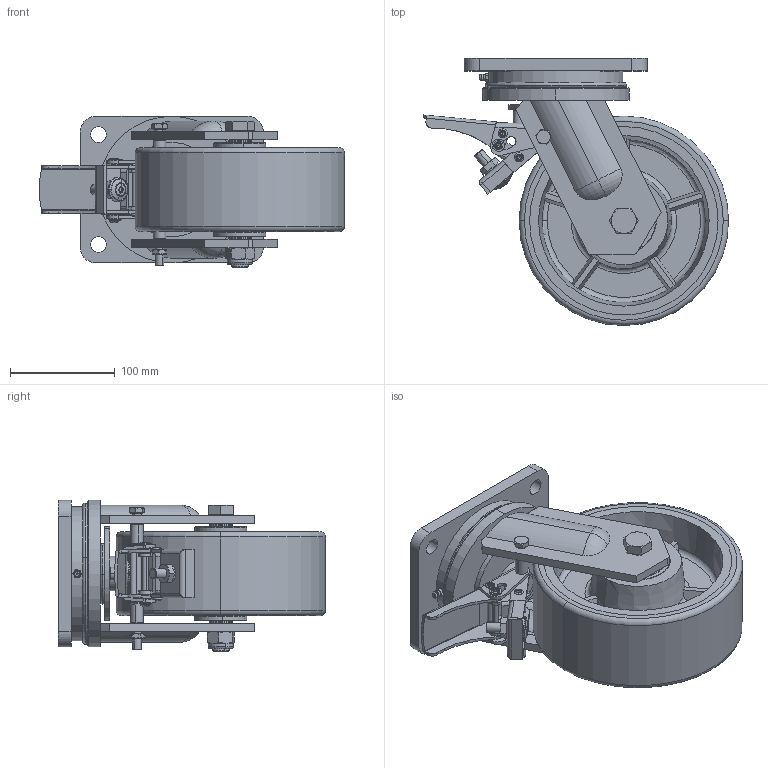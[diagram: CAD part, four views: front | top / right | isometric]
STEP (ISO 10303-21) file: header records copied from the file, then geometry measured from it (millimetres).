
FILE_DESCRIPTION (( 'STEP AP214' ), '1' );
FILE_NAME ('0015925.step', '2022-02-07T11:15:54', ( '' ), ( '' ), 'SwSTEP 2.0', 'SolidWorks 2020', '' );
FILE_SCHEMA (( 'AUTOMOTIVE_DESIGN' ));
Length unit declared in the file: millimetre
Products named in the file (1): 0015925
Bounding box: 291.37 x 255 x 144.5 mm (x, y, z)
Volume: 2465344.7 mm3; surface area: 579462.6 mm2
Topology: 50 solids, 50 shells, 828 faces, 1922 edges, 1196 vertices
Faces by surface type: cylinder 301, plane 272, cone 117, torus 112, bspline 18, sphere 8
Entity records: 35672 total; most frequent: CARTESIAN_POINT 7109, DIRECTION 4118, ORIENTED_EDGE 3816, EDGE_CURVE 1908, AXIS2_PLACEMENT_3D 1707, VERTEX_POINT 1194, EDGE_LOOP 964, CIRCLE 896
